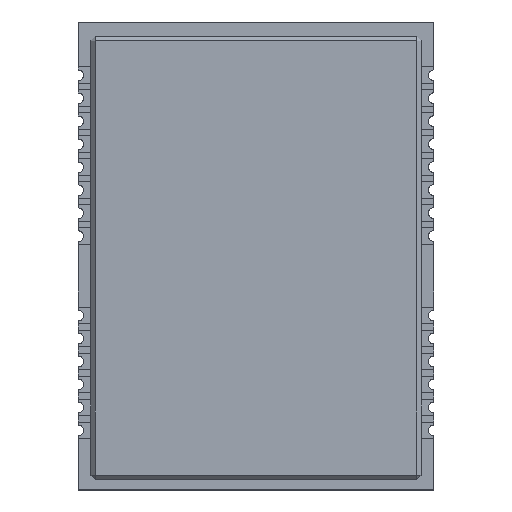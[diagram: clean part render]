
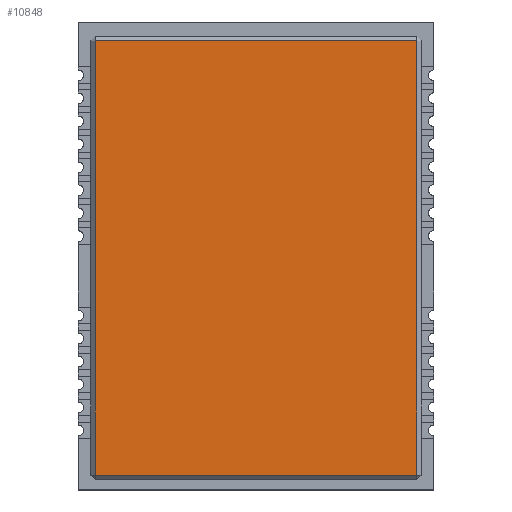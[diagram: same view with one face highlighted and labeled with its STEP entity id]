
A CAD part, top view. The second image highlights one B-rep face of the part: STEP entity #10848.
In plain terms, the highlighted planar face has unit normal (0, 0, 1).
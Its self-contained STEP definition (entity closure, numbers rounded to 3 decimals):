
#10677 = VERTEX_POINT('',#10678);
#10678 = CARTESIAN_POINT('',(-7.7,10.31,1.58));
#10686 = VERTEX_POINT('',#10687);
#10687 = CARTESIAN_POINT('',(7.7,10.31,1.58));
#10693 = EDGE_CURVE('',#10677,#10686,#10694,.T.);
#10694 = LINE('',#10695,#10696);
#10695 = CARTESIAN_POINT('',(-7.9,10.31,1.58));
#10696 = VECTOR('',#10697,1.);
#10697 = DIRECTION('',(1.,0.,0.));
#10848 = ADVANCED_FACE('',(#10849),#10874,.T.);
#10849 = FACE_BOUND('',#10850,.T.);
#10850 = EDGE_LOOP('',(#10851,#10859,#10867,#10873));
#10851 = ORIENTED_EDGE('',*,*,#10852,.F.);
#10852 = EDGE_CURVE('',#10853,#10677,#10855,.T.);
#10853 = VERTEX_POINT('',#10854);
#10854 = CARTESIAN_POINT('',(-7.7,-10.49,1.58));
#10855 = LINE('',#10856,#10857);
#10856 = CARTESIAN_POINT('',(-7.7,-10.69,1.58));
#10857 = VECTOR('',#10858,1.);
#10858 = DIRECTION('',(0.,1.,0.));
#10859 = ORIENTED_EDGE('',*,*,#10860,.F.);
#10860 = EDGE_CURVE('',#10861,#10853,#10863,.T.);
#10861 = VERTEX_POINT('',#10862);
#10862 = CARTESIAN_POINT('',(7.7,-10.49,1.58));
#10863 = LINE('',#10864,#10865);
#10864 = CARTESIAN_POINT('',(7.9,-10.49,1.58));
#10865 = VECTOR('',#10866,1.);
#10866 = DIRECTION('',(-1.,0.,0.));
#10867 = ORIENTED_EDGE('',*,*,#10868,.F.);
#10868 = EDGE_CURVE('',#10686,#10861,#10869,.T.);
#10869 = LINE('',#10870,#10871);
#10870 = CARTESIAN_POINT('',(7.7,10.51,1.58));
#10871 = VECTOR('',#10872,1.);
#10872 = DIRECTION('',(0.,-1.,0.));
#10873 = ORIENTED_EDGE('',*,*,#10693,.F.);
#10874 = PLANE('',#10875);
#10875 = AXIS2_PLACEMENT_3D('',#10876,#10877,#10878);
#10876 = CARTESIAN_POINT('',(0.,-0.09,1.58));
#10877 = DIRECTION('',(0.,0.,1.));
#10878 = DIRECTION('',(1.,0.,0.));
